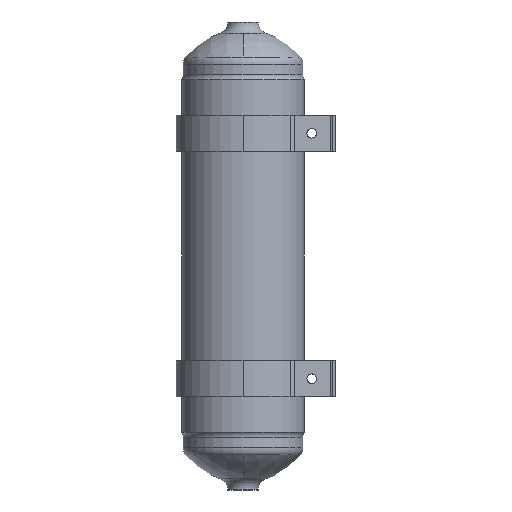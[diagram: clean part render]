
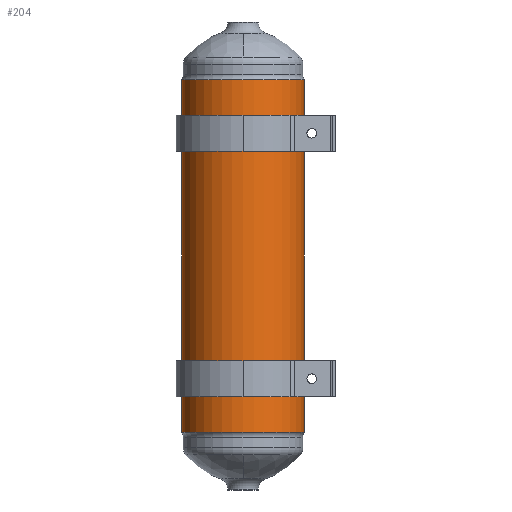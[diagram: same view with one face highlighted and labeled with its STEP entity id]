
A CAD part, left-side view. The second image highlights one B-rep face of the part: STEP entity #204.
In plain terms, the highlighted cylindrical face has radius 50.8 mm (diameter 101.6 mm), a partial arc.
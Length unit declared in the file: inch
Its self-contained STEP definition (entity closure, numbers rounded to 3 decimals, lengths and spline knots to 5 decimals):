
#49 = CARTESIAN_POINT ( 'NONE',  ( -2., 0., 11.5 ) ) ;
#75 = VERTEX_POINT ( 'NONE', #3977 ) ;
#192 = VECTOR ( 'NONE', #2562, 39.37008 ) ;
#204 = ADVANCED_FACE ( 'NONE', ( #567 ), #1809, .T. ) ;
#284 = CIRCLE ( 'NONE', #2832, 2. ) ;
#567 = FACE_OUTER_BOUND ( 'NONE', #2037, .T. ) ;
#622 = ORIENTED_EDGE ( 'NONE', *, *, #1142, .F. ) ;
#639 = LINE ( 'NONE', #49, #2088 ) ;
#704 = CARTESIAN_POINT ( 'NONE',  ( 2., 0., 11.5 ) ) ;
#861 = VERTEX_POINT ( 'NONE', #2850 ) ;
#864 = AXIS2_PLACEMENT_3D ( 'NONE', #2439, #1450, #886 ) ;
#886 = DIRECTION ( 'NONE',  ( -1., 0., 0. ) ) ;
#1026 = CARTESIAN_POINT ( 'NONE',  ( 2., 0., 0. ) ) ;
#1076 = DIRECTION ( 'NONE',  ( 1., 0., 0. ) ) ;
#1142 = EDGE_CURVE ( 'NONE', #75, #2366, #1317, .T. ) ;
#1313 = DIRECTION ( 'NONE',  ( 1., 0., 0. ) ) ;
#1317 = LINE ( 'NONE', #704, #192 ) ;
#1377 = VERTEX_POINT ( 'NONE', #1520 ) ;
#1450 = DIRECTION ( 'NONE',  ( 0., 0., -1. ) ) ;
#1520 = CARTESIAN_POINT ( 'NONE',  ( -2., 0., 0. ) ) ;
#1728 = ORIENTED_EDGE ( 'NONE', *, *, #2726, .F. ) ;
#1780 = CARTESIAN_POINT ( 'NONE',  ( 0., 0., 0. ) ) ;
#1809 = CYLINDRICAL_SURFACE ( 'NONE', #864, 2. ) ;
#2037 = EDGE_LOOP ( 'NONE', ( #622, #1728, #2276, #3410 ) ) ;
#2088 = VECTOR ( 'NONE', #3127, 39.37008 ) ;
#2276 = ORIENTED_EDGE ( 'NONE', *, *, #3753, .T. ) ;
#2366 = VERTEX_POINT ( 'NONE', #1026 ) ;
#2439 = CARTESIAN_POINT ( 'NONE',  ( 0., 0., 11.5 ) ) ;
#2562 = DIRECTION ( 'NONE',  ( 0., 0., -1. ) ) ;
#2726 = EDGE_CURVE ( 'NONE', #861, #75, #3576, .T. ) ;
#2832 = AXIS2_PLACEMENT_3D ( 'NONE', #1780, #3328, #1313 ) ;
#2850 = CARTESIAN_POINT ( 'NONE',  ( -2., 0., 11.5 ) ) ;
#2908 = DIRECTION ( 'NONE',  ( 0., 0., 1. ) ) ;
#3127 = DIRECTION ( 'NONE',  ( 0., 0., -1. ) ) ;
#3294 = CARTESIAN_POINT ( 'NONE',  ( 0., 0., 11.5 ) ) ;
#3328 = DIRECTION ( 'NONE',  ( 0., 0., 1. ) ) ;
#3410 = ORIENTED_EDGE ( 'NONE', *, *, #3461, .T. ) ;
#3439 = AXIS2_PLACEMENT_3D ( 'NONE', #3294, #2908, #1076 ) ;
#3461 = EDGE_CURVE ( 'NONE', #1377, #2366, #284, .T. ) ;
#3576 = CIRCLE ( 'NONE', #3439, 2. ) ;
#3753 = EDGE_CURVE ( 'NONE', #861, #1377, #639, .T. ) ;
#3977 = CARTESIAN_POINT ( 'NONE',  ( 2., 0., 11.5 ) ) ;
